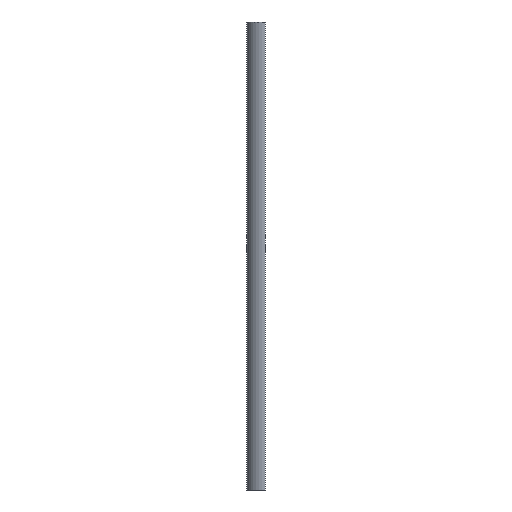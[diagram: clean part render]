
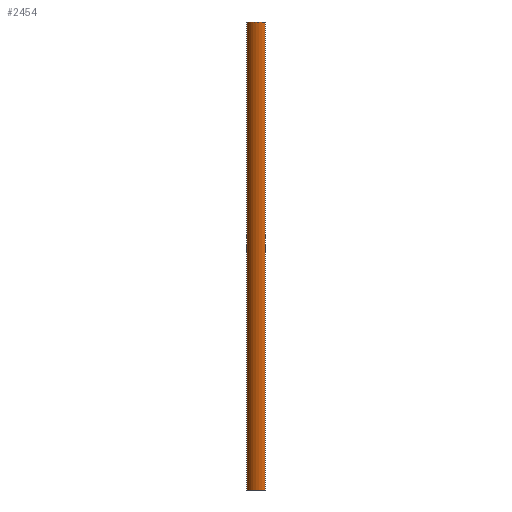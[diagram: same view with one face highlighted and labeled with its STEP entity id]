
A CAD part, left-side view. The second image highlights one B-rep face of the part: STEP entity #2454.
In plain terms, the highlighted cylindrical face has radius 40 mm (diameter 80 mm), a partial arc.
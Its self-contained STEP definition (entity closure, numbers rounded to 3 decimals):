
#27 = CARTESIAN_POINT ( 'NONE',  ( -20., -20., 1000. ) ) ;
#46 = DIRECTION ( 'NONE',  ( 0., 0., -1. ) ) ;
#236 = CYLINDRICAL_SURFACE ( 'NONE', #2893, 40. ) ;
#371 = VERTEX_POINT ( 'NONE', #3000 ) ;
#718 = EDGE_CURVE ( 'NONE', #2998, #3763, #3468, .T. ) ;
#806 = VERTEX_POINT ( 'NONE', #3866 ) ;
#995 = CARTESIAN_POINT ( 'NONE',  ( 20., 20., 0. ) ) ;
#1280 = ORIENTED_EDGE ( 'NONE', *, *, #2181, .F. ) ;
#1475 = DIRECTION ( 'NONE',  ( 1., 0., 0. ) ) ;
#1546 = CIRCLE ( 'NONE', #3410, 40. ) ;
#1558 = CARTESIAN_POINT ( 'NONE',  ( -20., -20., 0. ) ) ;
#1584 = CARTESIAN_POINT ( 'NONE',  ( 20., 20., 1000. ) ) ;
#1794 = CARTESIAN_POINT ( 'NONE',  ( 20., -20., 0. ) ) ;
#1800 = EDGE_CURVE ( 'NONE', #371, #806, #1546, .T. ) ;
#1826 = CARTESIAN_POINT ( 'NONE',  ( 20., -20., 1000. ) ) ;
#1908 = VECTOR ( 'NONE', #2798, 1000. ) ;
#1916 = LINE ( 'NONE', #1584, #1908 ) ;
#2012 = CARTESIAN_POINT ( 'NONE',  ( 20., -20., 1000. ) ) ;
#2104 = DIRECTION ( 'NONE',  ( 0., 0., -1. ) ) ;
#2181 = EDGE_CURVE ( 'NONE', #371, #2998, #2433, .T. ) ;
#2272 = VECTOR ( 'NONE', #46, 1000. ) ;
#2433 = LINE ( 'NONE', #27, #2272 ) ;
#2454 = ADVANCED_FACE ( 'NONE', ( #3178 ), #236, .T. ) ;
#2530 = EDGE_CURVE ( 'NONE', #806, #3763, #1916, .T. ) ;
#2763 = EDGE_LOOP ( 'NONE', ( #3489, #1280, #3558, #3224 ) ) ;
#2798 = DIRECTION ( 'NONE',  ( 0., 0., -1. ) ) ;
#2893 = AXIS2_PLACEMENT_3D ( 'NONE', #2012, #3759, #3197 ) ;
#2998 = VERTEX_POINT ( 'NONE', #1558 ) ;
#3000 = CARTESIAN_POINT ( 'NONE',  ( -20., -20., 1000. ) ) ;
#3178 = FACE_OUTER_BOUND ( 'NONE', #2763, .T. ) ;
#3197 = DIRECTION ( 'NONE',  ( -1., 0., 0. ) ) ;
#3224 = ORIENTED_EDGE ( 'NONE', *, *, #2530, .T. ) ;
#3288 = DIRECTION ( 'NONE',  ( 0., 0., -1. ) ) ;
#3410 = AXIS2_PLACEMENT_3D ( 'NONE', #1826, #2104, #3635 ) ;
#3468 = CIRCLE ( 'NONE', #3661, 40. ) ;
#3489 = ORIENTED_EDGE ( 'NONE', *, *, #718, .F. ) ;
#3558 = ORIENTED_EDGE ( 'NONE', *, *, #1800, .T. ) ;
#3635 = DIRECTION ( 'NONE',  ( 1., 0., 0. ) ) ;
#3661 = AXIS2_PLACEMENT_3D ( 'NONE', #1794, #3288, #1475 ) ;
#3759 = DIRECTION ( 'NONE',  ( 0., 0., -1. ) ) ;
#3763 = VERTEX_POINT ( 'NONE', #995 ) ;
#3866 = CARTESIAN_POINT ( 'NONE',  ( 20., 20., 1000. ) ) ;
